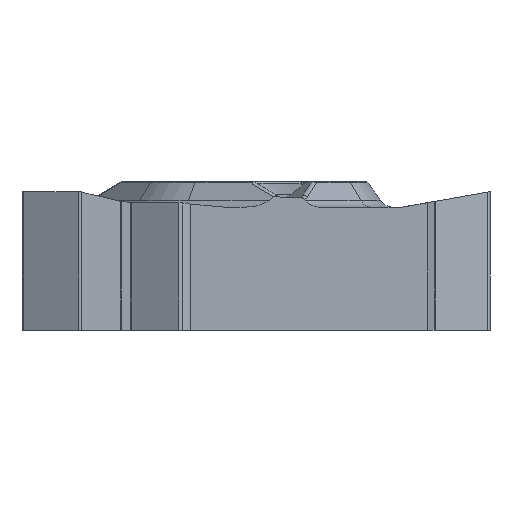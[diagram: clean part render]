
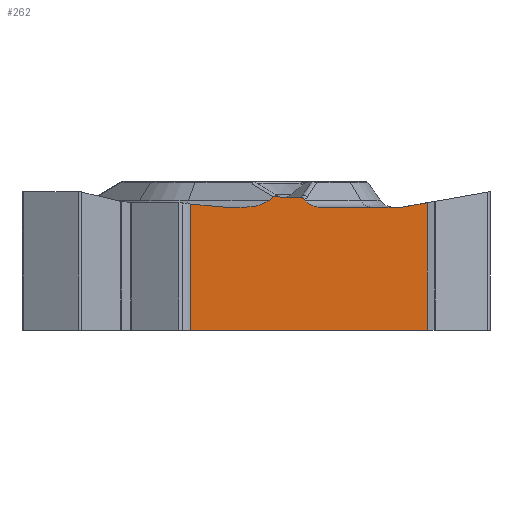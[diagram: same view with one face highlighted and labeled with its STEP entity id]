
A CAD part, left-side view. The second image highlights one B-rep face of the part: STEP entity #262.
In plain terms, the highlighted planar face has unit normal (-1, 0, 0).
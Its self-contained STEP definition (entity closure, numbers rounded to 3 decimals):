
#161=CIRCLE('',#2861,0.75);
#262=ADVANCED_FACE('',(#476),#423,.F.);
#423=PLANE('',#2868);
#476=FACE_OUTER_BOUND('',#634,.T.);
#634=EDGE_LOOP('',(#896,#897,#898,#899,#900,#901,#902,#903,#904,#905,#906,
#907,#908,#909,#910,#911,#912,#913,#914));
#800=ELLIPSE('',#2862,0.884,0.75);
#801=ELLIPSE('',#2863,0.242,0.205);
#802=ELLIPSE('',#2864,0.309,0.3);
#803=ELLIPSE('',#2865,0.304,0.205);
#804=ELLIPSE('',#2866,1.5,0.75);
#805=ELLIPSE('',#2867,1.5,0.75);
#896=ORIENTED_EDGE('',*,*,#1985,.T.);
#897=ORIENTED_EDGE('',*,*,#1987,.T.);
#898=ORIENTED_EDGE('',*,*,#1988,.T.);
#899=ORIENTED_EDGE('',*,*,#1989,.T.);
#900=ORIENTED_EDGE('',*,*,#1990,.T.);
#901=ORIENTED_EDGE('',*,*,#1991,.T.);
#902=ORIENTED_EDGE('',*,*,#1992,.T.);
#903=ORIENTED_EDGE('',*,*,#1993,.F.);
#904=ORIENTED_EDGE('',*,*,#1994,.F.);
#905=ORIENTED_EDGE('',*,*,#1995,.F.);
#906=ORIENTED_EDGE('',*,*,#1967,.T.);
#907=ORIENTED_EDGE('',*,*,#1996,.T.);
#908=ORIENTED_EDGE('',*,*,#1997,.F.);
#909=ORIENTED_EDGE('',*,*,#1998,.F.);
#910=ORIENTED_EDGE('',*,*,#1999,.T.);
#911=ORIENTED_EDGE('',*,*,#2000,.T.);
#912=ORIENTED_EDGE('',*,*,#2001,.T.);
#913=ORIENTED_EDGE('',*,*,#2002,.T.);
#914=ORIENTED_EDGE('',*,*,#2003,.T.);
#1707=VERTEX_POINT('',#4380);
#1708=VERTEX_POINT('',#4382);
#1724=VERTEX_POINT('',#4417);
#1725=VERTEX_POINT('',#4419);
#1726=VERTEX_POINT('',#4423);
#1727=VERTEX_POINT('',#4425);
#1728=VERTEX_POINT('',#4427);
#1729=VERTEX_POINT('',#4429);
#1730=VERTEX_POINT('',#4431);
#1731=VERTEX_POINT('',#4433);
#1732=VERTEX_POINT('',#4435);
#1733=VERTEX_POINT('',#4443);
#1734=VERTEX_POINT('',#4446);
#1735=VERTEX_POINT('',#4457);
#1736=VERTEX_POINT('',#4459);
#1737=VERTEX_POINT('',#4461);
#1738=VERTEX_POINT('',#4463);
#1739=VERTEX_POINT('',#4465);
#1740=VERTEX_POINT('',#4467);
#1967=EDGE_CURVE('',#1708,#1707,#2378,.T.);
#1985=EDGE_CURVE('',#1725,#1724,#2393,.T.);
#1987=EDGE_CURVE('',#1724,#1726,#2394,.T.);
#1988=EDGE_CURVE('',#1726,#1727,#2395,.T.);
#1989=EDGE_CURVE('',#1727,#1728,#2396,.T.);
#1990=EDGE_CURVE('',#1728,#1729,#161,.T.);
#1991=EDGE_CURVE('',#1729,#1730,#2397,.T.);
#1992=EDGE_CURVE('',#1730,#1731,#800,.T.);
#1993=EDGE_CURVE('',#1732,#1731,#2398,.T.);
#1994=EDGE_CURVE('',#1733,#1732,#2777,.T.);
#1995=EDGE_CURVE('',#1708,#1733,#801,.T.);
#1996=EDGE_CURVE('',#1707,#1734,#802,.T.);
#1997=EDGE_CURVE('',#1735,#1734,#2778,.T.);
#1998=EDGE_CURVE('',#1736,#1735,#803,.T.);
#1999=EDGE_CURVE('',#1736,#1737,#2399,.T.);
#2000=EDGE_CURVE('',#1737,#1738,#804,.T.);
#2001=EDGE_CURVE('',#1738,#1739,#2400,.T.);
#2002=EDGE_CURVE('',#1739,#1740,#805,.T.);
#2003=EDGE_CURVE('',#1740,#1725,#2401,.T.);
#2378=LINE('',#4381,#2576);
#2393=LINE('',#4418,#2591);
#2394=LINE('',#4422,#2592);
#2395=LINE('',#4424,#2593);
#2396=LINE('',#4426,#2594);
#2397=LINE('',#4430,#2595);
#2398=LINE('',#4434,#2596);
#2399=LINE('',#4460,#2597);
#2400=LINE('',#4464,#2598);
#2401=LINE('',#4468,#2599);
#2576=VECTOR('',#3171,1.);
#2591=VECTOR('',#3196,1.);
#2592=VECTOR('',#3201,1.);
#2593=VECTOR('',#3202,1.);
#2594=VECTOR('',#3203,1.);
#2595=VECTOR('',#3206,1.);
#2596=VECTOR('',#3209,1.);
#2597=VECTOR('',#3216,1.);
#2598=VECTOR('',#3219,1.);
#2599=VECTOR('',#3222,1.);
#2777=B_SPLINE_CURVE_WITH_KNOTS('',3,(#4436,#4437,#4438,#4439,#4440,#4441,
#4442),.UNSPECIFIED.,.F.,.F.,(4,3,4),(0.,0.539,1.),
 .UNSPECIFIED.);
#2778=B_SPLINE_CURVE_WITH_KNOTS('',3,(#4447,#4448,#4449,#4450,#4451,#4452,
#4453,#4454,#4455,#4456),.UNSPECIFIED.,.F.,.F.,(4,3,3,4),(0.,0.216,
0.521,1.),.UNSPECIFIED.);
#2861=AXIS2_PLACEMENT_3D('',#4428,#3204,#3205);
#2862=AXIS2_PLACEMENT_3D('',#4432,#3207,#3208);
#2863=AXIS2_PLACEMENT_3D('',#4444,#3210,#3211);
#2864=AXIS2_PLACEMENT_3D('',#4445,#3212,#3213);
#2865=AXIS2_PLACEMENT_3D('',#4458,#3214,#3215);
#2866=AXIS2_PLACEMENT_3D('',#4462,#3217,#3218);
#2867=AXIS2_PLACEMENT_3D('',#4466,#3220,#3221);
#2868=AXIS2_PLACEMENT_3D('',#4469,#3223,#3224);
#3171=DIRECTION('',(0.,1.,0.));
#3196=DIRECTION('',(0.,0.,-1.));
#3201=DIRECTION('',(0.,-1.,0.));
#3202=DIRECTION('',(0.,0.,1.));
#3203=DIRECTION('',(0.,0.985,-0.174));
#3204=DIRECTION('',(1.,0.,0.));
#3205=DIRECTION('',(0.,1.,0.));
#3206=DIRECTION('',(0.,1.,0.));
#3207=DIRECTION('',(1.,0.,0.));
#3208=DIRECTION('',(0.,1.,0.));
#3209=DIRECTION('',(0.,-0.637,-0.771));
#3210=DIRECTION('',(1.,0.,0.));
#3211=DIRECTION('',(0.,-1.,0.));
#3212=DIRECTION('',(1.,0.,0.));
#3213=DIRECTION('',(0.,1.,0.));
#3214=DIRECTION('',(1.,0.,0.));
#3215=DIRECTION('',(0.,-0.858,-0.514));
#3216=DIRECTION('',(0.,0.814,-0.581));
#3217=DIRECTION('',(1.,0.,0.));
#3218=DIRECTION('',(0.,1.,0.));
#3219=DIRECTION('',(0.,1.,0.));
#3220=DIRECTION('',(1.,0.,0.));
#3221=DIRECTION('',(0.,1.,0.));
#3222=DIRECTION('',(0.,0.996,0.088));
#3223=DIRECTION('',(1.,0.,0.));
#3224=DIRECTION('',(0.,1.,0.));
#4380=CARTESIAN_POINT('',(-7.938,-1.528,-0.3));
#4381=CARTESIAN_POINT('',(-7.938,0.,-0.3));
#4382=CARTESIAN_POINT('',(-7.938,-2.414,-0.3));
#4417=CARTESIAN_POINT('',(-7.938,3.123,-7.));
#4418=CARTESIAN_POINT('',(-7.938,3.123,25.));
#4419=CARTESIAN_POINT('',(-7.938,3.123,-0.628));
#4422=CARTESIAN_POINT('',(-7.938,3.123,-7.));
#4423=CARTESIAN_POINT('',(-7.938,-8.826,-7.));
#4424=CARTESIAN_POINT('',(-7.938,-8.826,25.));
#4425=CARTESIAN_POINT('',(-7.938,-8.826,-0.56));
#4426=CARTESIAN_POINT('',(-7.938,-4.637,-1.298));
#4427=CARTESIAN_POINT('',(-7.938,-7.635,-0.77));
#4428=CARTESIAN_POINT('',(-7.938,-7.504,-0.031));
#4429=CARTESIAN_POINT('',(-7.938,-7.504,-0.781));
#4430=CARTESIAN_POINT('',(-7.938,0.,-0.781));
#4431=CARTESIAN_POINT('',(-7.938,-3.398,-0.781));
#4432=CARTESIAN_POINT('',(-7.938,-3.398,-0.031));
#4433=CARTESIAN_POINT('',(-7.938,-2.673,-0.461));
#4434=CARTESIAN_POINT('',(-7.937,10.911,15.991));
#4435=CARTESIAN_POINT('',(-7.938,-2.609,-0.384));
#4436=CARTESIAN_POINT('',(-7.938,-2.454,-0.303));
#4437=CARTESIAN_POINT('',(-7.938,-2.486,-0.307));
#4438=CARTESIAN_POINT('',(-7.938,-2.518,-0.317));
#4439=CARTESIAN_POINT('',(-7.938,-2.546,-0.332));
#4440=CARTESIAN_POINT('',(-7.938,-2.57,-0.345));
#4441=CARTESIAN_POINT('',(-7.938,-2.592,-0.363));
#4442=CARTESIAN_POINT('',(-7.938,-2.609,-0.384));
#4443=CARTESIAN_POINT('',(-7.938,-2.454,-0.303));
#4444=CARTESIAN_POINT('',(-7.938,-2.414,-0.505));
#4445=CARTESIAN_POINT('',(-7.938,-1.528,0.));
#4446=CARTESIAN_POINT('',(-7.938,-1.408,-0.276));
#4447=CARTESIAN_POINT('',(-7.938,-1.079,-0.264));
#4448=CARTESIAN_POINT('',(-7.938,-1.1,-0.25));
#4449=CARTESIAN_POINT('',(-7.938,-1.124,-0.242));
#4450=CARTESIAN_POINT('',(-7.938,-1.148,-0.237));
#4451=CARTESIAN_POINT('',(-7.938,-1.181,-0.23));
#4452=CARTESIAN_POINT('',(-7.938,-1.217,-0.23));
#4453=CARTESIAN_POINT('',(-7.938,-1.251,-0.234));
#4454=CARTESIAN_POINT('',(-7.938,-1.305,-0.24));
#4455=CARTESIAN_POINT('',(-7.938,-1.358,-0.256));
#4456=CARTESIAN_POINT('',(-7.938,-1.408,-0.276));
#4457=CARTESIAN_POINT('',(-7.938,-1.079,-0.264));
#4458=CARTESIAN_POINT('',(-7.938,-1.293,-0.468));
#4459=CARTESIAN_POINT('',(-7.938,-1.072,-0.268));
#4460=CARTESIAN_POINT('',(-7.938,-12.312,7.758));
#4461=CARTESIAN_POINT('',(-7.938,-0.802,-0.461));
#4462=CARTESIAN_POINT('',(-7.938,0.427,-0.031));
#4463=CARTESIAN_POINT('',(-7.938,0.427,-0.781));
#4464=CARTESIAN_POINT('',(-7.938,3.123,-0.781));
#4465=CARTESIAN_POINT('',(-7.938,1.261,-0.781));
#4466=CARTESIAN_POINT('',(-7.938,1.261,-0.031));
#4467=CARTESIAN_POINT('',(-7.938,1.521,-0.77));
#4468=CARTESIAN_POINT('',(-7.938,5.365,-0.431));
#4469=CARTESIAN_POINT('',(-7.938,3.123,25.));
